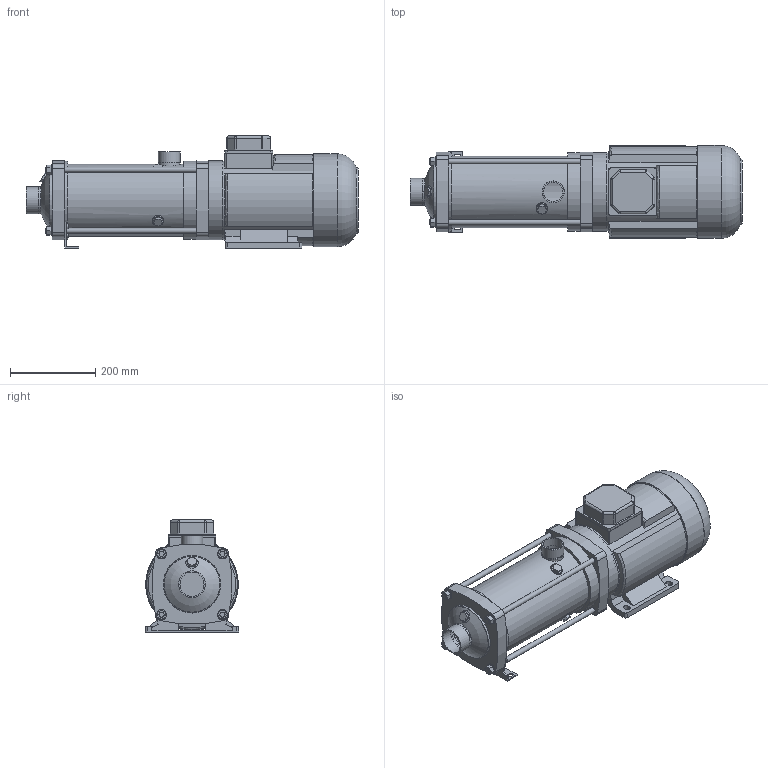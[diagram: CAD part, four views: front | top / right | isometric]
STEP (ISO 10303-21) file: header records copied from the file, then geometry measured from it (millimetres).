
FILE_DESCRIPTION(/* description */ ('-'),/* implementation_level */ '2;1');
FILE_NAME(/* name */ 'EH 15 [7] T',/* time_stamp */ '2017-03-20T08:36:51+01:00',/* author */ ('Simonelli M.'),/* organization */ ('Franklin Electric'),/* preprocessor_version */ 'ST-DEVELOPER v16.7',/* originating_system */ 'DEX',/* authorisation */ $);
FILE_SCHEMA (('AUTOMOTIVE_DESIGN {1 0 10303 214 3 1 1}'));
Length unit declared in the file: millimetre
Products named in the file (15): EH 15 [7] T; Flangia motore Quadra M112; Camicia EH 15.20-7; Motore MEC 112; carcassa MEC 112; Copriventola MEC 112; Copribasetta 112-132; Staffa 15-20 int.112; Flangia precarica; Calotta 15-20; TIRANTE 15-20 [7]; RONDELLA M12; DADO M12; Manicotto 2''; Manicotto 1''ｽ
Assembly tree (21 placements, depth 3):
  EH 15 [7] T
    Flangia motore Quadra M112
    Camicia EH 15.20-7
    Motore MEC 112
      carcassa MEC 112
      Copriventola MEC 112
      Copribasetta 112-132
    Staffa 15-20 int.112
    Flangia precarica
    Calotta 15-20
    TIRANTE 15-20 [7]  x4
    RONDELLA M12  x4
    DADO M12  x4
  Manicotto 2''
  Manicotto 1''ｽ
Bounding box: 779.35 x 220 x 263 mm (x, y, z)
Volume: 6255520.8 mm3; surface area: 1302543.2 mm2
Topology: 22 solids, 22 shells, 404 faces, 957 edges, 626 vertices
Faces by surface type: plane 232, cylinder 135, torus 14, cone 13, sphere 10
Full cylindrical faces by diameter (mm): 10 x4, 12 x16, 12.5 x2, 13 x4, 24 x4, 44.845 x2, 48.4 x1, 48.5 x1, 50.8 x1, 51.5 x1, 56.656 x2, 60 x2, 63 x1, 63.3 x1, 131 x1, 134 x1, 135 x1, 152.583 x1, 154.583 x1, 160 x2, 165.3 x1, 168.3 x1, 168.4 x2, 174 x1, 180 x3, 183.5 x2, 185 x2, 216 x1, 218 x1
Entity records: 12946 total; most frequent: CARTESIAN_POINT 3838, DIRECTION 1748, ORIENTED_EDGE 1530, EDGE_CURVE 765, AXIS2_PLACEMENT_3D 653, VERTEX_POINT 538, EDGE_LOOP 501, FACE_BOUND 501
